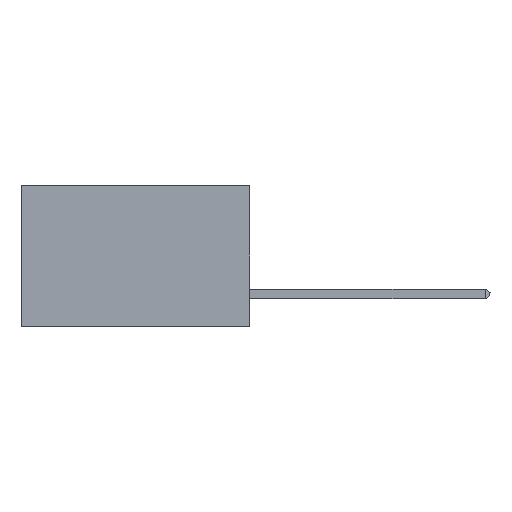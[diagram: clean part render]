
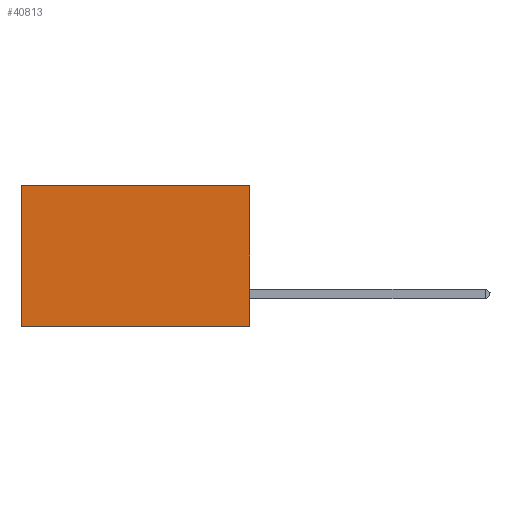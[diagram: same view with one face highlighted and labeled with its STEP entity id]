
A CAD part, left-side view. The second image highlights one B-rep face of the part: STEP entity #40813.
In plain terms, the highlighted planar face has unit normal (-1, 0, 0).
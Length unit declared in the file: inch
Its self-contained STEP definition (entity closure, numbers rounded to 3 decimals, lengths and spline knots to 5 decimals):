
#429 = EDGE_CURVE ( 'NONE', #39096, #10479, #16300, .T. ) ;
#2398 = CARTESIAN_POINT ( 'NONE',  ( 0.2875, 0., -0.37 ) ) ;
#5989 = EDGE_CURVE ( 'NONE', #39096, #31009, #46447, .T. ) ;
#6308 = VECTOR ( 'NONE', #20748, 39.37008 ) ;
#6647 = VECTOR ( 'NONE', #36689, 39.37008 ) ;
#7817 = LINE ( 'NONE', #35774, #6647 ) ;
#10039 = CARTESIAN_POINT ( 'NONE',  ( 0.2875, 0., 0. ) ) ;
#10479 = VERTEX_POINT ( 'NONE', #47209 ) ;
#12295 = DIRECTION ( 'NONE',  ( 0., 1., 0. ) ) ;
#12877 = CARTESIAN_POINT ( 'NONE',  ( 0.2875, 0.6, -0.37 ) ) ;
#13230 = CARTESIAN_POINT ( 'NONE',  ( 0.2875, 0., 0. ) ) ;
#16300 = LINE ( 'NONE', #32018, #6308 ) ;
#18268 = EDGE_CURVE ( 'NONE', #31009, #44461, #29529, .T. ) ;
#18838 = AXIS2_PLACEMENT_3D ( 'NONE', #13230, #35157, #40248 ) ;
#19842 = VECTOR ( 'NONE', #12295, 39.37008 ) ;
#20748 = DIRECTION ( 'NONE',  ( 0., 1., 0. ) ) ;
#20846 = CARTESIAN_POINT ( 'NONE',  ( 0.2875, 0., -0.37 ) ) ;
#22798 = FACE_OUTER_BOUND ( 'NONE', #31852, .T. ) ;
#26009 = DIRECTION ( 'NONE',  ( 0., 0., -1. ) ) ;
#27229 = ORIENTED_EDGE ( 'NONE', *, *, #5989, .F. ) ;
#29529 = LINE ( 'NONE', #20846, #19842 ) ;
#31009 = VERTEX_POINT ( 'NONE', #2398 ) ;
#31852 = EDGE_LOOP ( 'NONE', ( #32343, #43131, #27229, #34822 ) ) ;
#32018 = CARTESIAN_POINT ( 'NONE',  ( 0.2875, 0., 0. ) ) ;
#32343 = ORIENTED_EDGE ( 'NONE', *, *, #45898, .T. ) ;
#34822 = ORIENTED_EDGE ( 'NONE', *, *, #429, .T. ) ;
#35157 = DIRECTION ( 'NONE',  ( 1., 0., 0. ) ) ;
#35774 = CARTESIAN_POINT ( 'NONE',  ( 0.2875, 0.6, 0. ) ) ;
#36689 = DIRECTION ( 'NONE',  ( 0., 0., -1. ) ) ;
#38359 = CARTESIAN_POINT ( 'NONE',  ( 0.2875, 0., 0. ) ) ;
#39096 = VERTEX_POINT ( 'NONE', #10039 ) ;
#40248 = DIRECTION ( 'NONE',  ( 0., 0., -1. ) ) ;
#40813 = ADVANCED_FACE ( 'NONE', ( #22798 ), #43225, .F. ) ;
#43131 = ORIENTED_EDGE ( 'NONE', *, *, #18268, .F. ) ;
#43225 = PLANE ( 'NONE',  #18838 ) ;
#44461 = VERTEX_POINT ( 'NONE', #12877 ) ;
#45898 = EDGE_CURVE ( 'NONE', #10479, #44461, #7817, .T. ) ;
#46447 = LINE ( 'NONE', #38359, #48958 ) ;
#47209 = CARTESIAN_POINT ( 'NONE',  ( 0.2875, 0.6, 0. ) ) ;
#48958 = VECTOR ( 'NONE', #26009, 39.37008 ) ;
